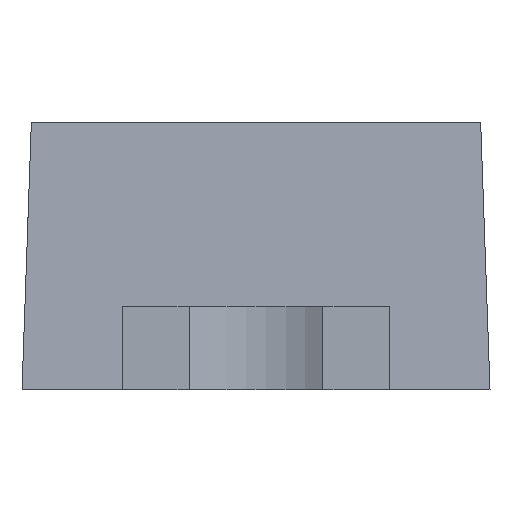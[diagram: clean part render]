
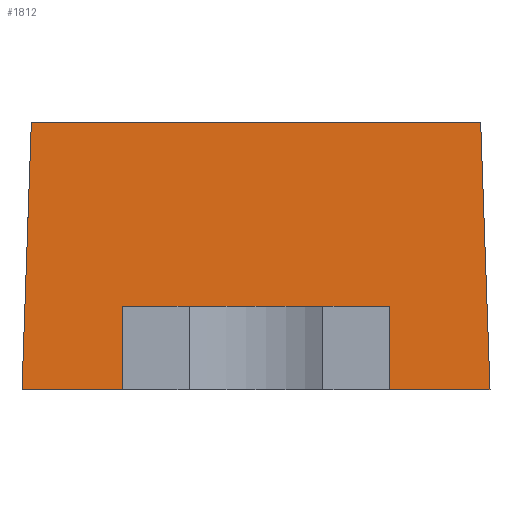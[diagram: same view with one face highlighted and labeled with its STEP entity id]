
A CAD part, front view. The second image highlights one B-rep face of the part: STEP entity #1812.
In plain terms, the highlighted planar face has unit normal (0, -0.999, 0.035).
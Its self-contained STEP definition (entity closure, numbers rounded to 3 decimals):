
#308 = PLANE('',#309);
#309 = AXIS2_PLACEMENT_3D('',#310,#311,#312);
#310 = CARTESIAN_POINT('',(0.,0.,0.8));
#311 = DIRECTION('',(0.,0.,1.));
#312 = DIRECTION('',(1.,0.,-0.));
#1020 = PLANE('',#1021);
#1021 = AXIS2_PLACEMENT_3D('',#1022,#1023,#1024);
#1022 = CARTESIAN_POINT('',(0.,0.,0.));
#1023 = DIRECTION('',(0.,0.,1.));
#1024 = DIRECTION('',(1.,0.,-0.));
#1073 = VERTEX_POINT('',#1074);
#1074 = CARTESIAN_POINT('',(0.7,-1.335,0.));
#1088 = PLANE('',#1089);
#1089 = AXIS2_PLACEMENT_3D('',#1090,#1091,#1092);
#1090 = CARTESIAN_POINT('',(0.7,0.,0.));
#1091 = DIRECTION('',(0.999,0.,0.035));
#1092 = DIRECTION('',(0.035,0.,-0.999));
#1100 = EDGE_CURVE('',#1073,#1101,#1103,.T.);
#1101 = VERTEX_POINT('',#1102);
#1102 = CARTESIAN_POINT('',(0.4,-1.335,0.));
#1103 = SURFACE_CURVE('',#1104,(#1108,#1115),.PCURVE_S1.);
#1104 = LINE('',#1105,#1106);
#1105 = CARTESIAN_POINT('',(0.,-1.335,0.));
#1106 = VECTOR('',#1107,1.);
#1107 = DIRECTION('',(-1.,0.,0.));
#1108 = PCURVE('',#1020,#1109);
#1109 = DEFINITIONAL_REPRESENTATION('',(#1110),#1114);
#1110 = LINE('',#1111,#1112);
#1111 = CARTESIAN_POINT('',(0.,-1.335));
#1112 = VECTOR('',#1113,1.);
#1113 = DIRECTION('',(-1.,0.));
#1114 = ( GEOMETRIC_REPRESENTATION_CONTEXT(2) 
PARAMETRIC_REPRESENTATION_CONTEXT() REPRESENTATION_CONTEXT('2D SPACE',''
  ) );
#1115 = PCURVE('',#1116,#1121);
#1116 = PLANE('',#1117);
#1117 = AXIS2_PLACEMENT_3D('',#1118,#1119,#1120);
#1118 = CARTESIAN_POINT('',(0.,-1.335,0.));
#1119 = DIRECTION('',(0.,-0.999,
    0.035));
#1120 = DIRECTION('',(0.,-0.035,
    -0.999));
#1121 = DEFINITIONAL_REPRESENTATION('',(#1122),#1126);
#1122 = LINE('',#1123,#1124);
#1123 = CARTESIAN_POINT('',(-0.,0.));
#1124 = VECTOR('',#1125,1.);
#1125 = DIRECTION('',(0.,-1.));
#1126 = ( GEOMETRIC_REPRESENTATION_CONTEXT(2) 
PARAMETRIC_REPRESENTATION_CONTEXT() REPRESENTATION_CONTEXT('2D SPACE',''
  ) );
#1144 = PLANE('',#1145);
#1145 = AXIS2_PLACEMENT_3D('',#1146,#1147,#1148);
#1146 = CARTESIAN_POINT('',(0.4,-1.,0.25));
#1147 = DIRECTION('',(-1.,0.,0.));
#1148 = DIRECTION('',(0.,-1.,0.));
#1297 = VERTEX_POINT('',#1298);
#1298 = CARTESIAN_POINT('',(-0.4,-1.335,0.));
#1312 = PLANE('',#1313);
#1313 = AXIS2_PLACEMENT_3D('',#1314,#1315,#1316);
#1314 = CARTESIAN_POINT('',(-0.4,-1.,0.25));
#1315 = DIRECTION('',(1.,0.,0.));
#1316 = DIRECTION('',(0.,0.,-1.));
#1324 = EDGE_CURVE('',#1297,#1325,#1327,.T.);
#1325 = VERTEX_POINT('',#1326);
#1326 = CARTESIAN_POINT('',(-0.7,-1.335,0.));
#1327 = SURFACE_CURVE('',#1328,(#1332,#1339),.PCURVE_S1.);
#1328 = LINE('',#1329,#1330);
#1329 = CARTESIAN_POINT('',(0.,-1.335,0.));
#1330 = VECTOR('',#1331,1.);
#1331 = DIRECTION('',(-1.,0.,0.));
#1332 = PCURVE('',#1020,#1333);
#1333 = DEFINITIONAL_REPRESENTATION('',(#1334),#1338);
#1334 = LINE('',#1335,#1336);
#1335 = CARTESIAN_POINT('',(0.,-1.335));
#1336 = VECTOR('',#1337,1.);
#1337 = DIRECTION('',(-1.,0.));
#1338 = ( GEOMETRIC_REPRESENTATION_CONTEXT(2) 
PARAMETRIC_REPRESENTATION_CONTEXT() REPRESENTATION_CONTEXT('2D SPACE',''
  ) );
#1339 = PCURVE('',#1116,#1340);
#1340 = DEFINITIONAL_REPRESENTATION('',(#1341),#1345);
#1341 = LINE('',#1342,#1343);
#1342 = CARTESIAN_POINT('',(-0.,0.));
#1343 = VECTOR('',#1344,1.);
#1344 = DIRECTION('',(0.,-1.));
#1345 = ( GEOMETRIC_REPRESENTATION_CONTEXT(2) 
PARAMETRIC_REPRESENTATION_CONTEXT() REPRESENTATION_CONTEXT('2D SPACE',''
  ) );
#1363 = PLANE('',#1364);
#1364 = AXIS2_PLACEMENT_3D('',#1365,#1366,#1367);
#1365 = CARTESIAN_POINT('',(-0.7,0.,0.));
#1366 = DIRECTION('',(-0.999,0.,
    0.035));
#1367 = DIRECTION('',(0.035,0.,0.999));
#1770 = VERTEX_POINT('',#1771);
#1771 = CARTESIAN_POINT('',(0.672,-1.307,0.8));
#1792 = EDGE_CURVE('',#1770,#1073,#1793,.T.);
#1793 = SURFACE_CURVE('',#1794,(#1798,#1805),.PCURVE_S1.);
#1794 = LINE('',#1795,#1796);
#1795 = CARTESIAN_POINT('',(0.698,-1.333,
    0.047));
#1796 = VECTOR('',#1797,1.);
#1797 = DIRECTION('',(0.035,-0.035,
    -0.999));
#1798 = PCURVE('',#1088,#1799);
#1799 = DEFINITIONAL_REPRESENTATION('',(#1800),#1804);
#1800 = LINE('',#1801,#1802);
#1801 = CARTESIAN_POINT('',(-0.047,-1.333));
#1802 = VECTOR('',#1803,1.);
#1803 = DIRECTION('',(0.999,-0.035));
#1804 = ( GEOMETRIC_REPRESENTATION_CONTEXT(2) 
PARAMETRIC_REPRESENTATION_CONTEXT() REPRESENTATION_CONTEXT('2D SPACE',''
  ) );
#1805 = PCURVE('',#1116,#1806);
#1806 = DEFINITIONAL_REPRESENTATION('',(#1807),#1811);
#1807 = LINE('',#1808,#1809);
#1808 = CARTESIAN_POINT('',(-0.047,0.698));
#1809 = VECTOR('',#1810,1.);
#1810 = DIRECTION('',(0.999,0.035));
#1811 = ( GEOMETRIC_REPRESENTATION_CONTEXT(2) 
PARAMETRIC_REPRESENTATION_CONTEXT() REPRESENTATION_CONTEXT('2D SPACE',''
  ) );
#1812 = ADVANCED_FACE('',(#1813),#1116,.T.);
#1813 = FACE_BOUND('',#1814,.T.);
#1814 = EDGE_LOOP('',(#1815,#1838,#1866,#1887,#1888,#1889,#1912,#1933));
#1815 = ORIENTED_EDGE('',*,*,#1816,.T.);
#1816 = EDGE_CURVE('',#1297,#1817,#1819,.T.);
#1817 = VERTEX_POINT('',#1818);
#1818 = CARTESIAN_POINT('',(-0.4,-1.326,0.25));
#1819 = SURFACE_CURVE('',#1820,(#1824,#1831),.PCURVE_S1.);
#1820 = LINE('',#1821,#1822);
#1821 = CARTESIAN_POINT('',(-0.4,-1.335,0.));
#1822 = VECTOR('',#1823,1.);
#1823 = DIRECTION('',(0.,0.035,0.999));
#1824 = PCURVE('',#1116,#1825);
#1825 = DEFINITIONAL_REPRESENTATION('',(#1826),#1830);
#1826 = LINE('',#1827,#1828);
#1827 = CARTESIAN_POINT('',(0.,-0.4));
#1828 = VECTOR('',#1829,1.);
#1829 = DIRECTION('',(-1.,0.));
#1830 = ( GEOMETRIC_REPRESENTATION_CONTEXT(2) 
PARAMETRIC_REPRESENTATION_CONTEXT() REPRESENTATION_CONTEXT('2D SPACE',''
  ) );
#1831 = PCURVE('',#1312,#1832);
#1832 = DEFINITIONAL_REPRESENTATION('',(#1833),#1837);
#1833 = LINE('',#1834,#1835);
#1834 = CARTESIAN_POINT('',(0.25,-0.335));
#1835 = VECTOR('',#1836,1.);
#1836 = DIRECTION('',(-0.999,0.035));
#1837 = ( GEOMETRIC_REPRESENTATION_CONTEXT(2) 
PARAMETRIC_REPRESENTATION_CONTEXT() REPRESENTATION_CONTEXT('2D SPACE',''
  ) );
#1838 = ORIENTED_EDGE('',*,*,#1839,.T.);
#1839 = EDGE_CURVE('',#1817,#1840,#1842,.T.);
#1840 = VERTEX_POINT('',#1841);
#1841 = CARTESIAN_POINT('',(0.4,-1.326,0.25));
#1842 = SURFACE_CURVE('',#1843,(#1847,#1854),.PCURVE_S1.);
#1843 = LINE('',#1844,#1845);
#1844 = CARTESIAN_POINT('',(0.,-1.326,0.25));
#1845 = VECTOR('',#1846,1.);
#1846 = DIRECTION('',(1.,0.,0.));
#1847 = PCURVE('',#1116,#1848);
#1848 = DEFINITIONAL_REPRESENTATION('',(#1849),#1853);
#1849 = LINE('',#1850,#1851);
#1850 = CARTESIAN_POINT('',(-0.25,0.));
#1851 = VECTOR('',#1852,1.);
#1852 = DIRECTION('',(0.,1.));
#1853 = ( GEOMETRIC_REPRESENTATION_CONTEXT(2) 
PARAMETRIC_REPRESENTATION_CONTEXT() REPRESENTATION_CONTEXT('2D SPACE',''
  ) );
#1854 = PCURVE('',#1855,#1860);
#1855 = PLANE('',#1856);
#1856 = AXIS2_PLACEMENT_3D('',#1857,#1858,#1859);
#1857 = CARTESIAN_POINT('',(0.,-1.803,0.25));
#1858 = DIRECTION('',(0.,0.,-1.));
#1859 = DIRECTION('',(-1.,0.,0.));
#1860 = DEFINITIONAL_REPRESENTATION('',(#1861),#1865);
#1861 = LINE('',#1862,#1863);
#1862 = CARTESIAN_POINT('',(0.,0.477));
#1863 = VECTOR('',#1864,1.);
#1864 = DIRECTION('',(-1.,0.));
#1865 = ( GEOMETRIC_REPRESENTATION_CONTEXT(2) 
PARAMETRIC_REPRESENTATION_CONTEXT() REPRESENTATION_CONTEXT('2D SPACE',''
  ) );
#1866 = ORIENTED_EDGE('',*,*,#1867,.T.);
#1867 = EDGE_CURVE('',#1840,#1101,#1868,.T.);
#1868 = SURFACE_CURVE('',#1869,(#1873,#1880),.PCURVE_S1.);
#1869 = LINE('',#1870,#1871);
#1870 = CARTESIAN_POINT('',(0.4,-1.335,0.));
#1871 = VECTOR('',#1872,1.);
#1872 = DIRECTION('',(0.,-0.035,
    -0.999));
#1873 = PCURVE('',#1116,#1874);
#1874 = DEFINITIONAL_REPRESENTATION('',(#1875),#1879);
#1875 = LINE('',#1876,#1877);
#1876 = CARTESIAN_POINT('',(0.,0.4));
#1877 = VECTOR('',#1878,1.);
#1878 = DIRECTION('',(1.,0.));
#1879 = ( GEOMETRIC_REPRESENTATION_CONTEXT(2) 
PARAMETRIC_REPRESENTATION_CONTEXT() REPRESENTATION_CONTEXT('2D SPACE',''
  ) );
#1880 = PCURVE('',#1144,#1881);
#1881 = DEFINITIONAL_REPRESENTATION('',(#1882),#1886);
#1882 = LINE('',#1883,#1884);
#1883 = CARTESIAN_POINT('',(0.335,-0.25));
#1884 = VECTOR('',#1885,1.);
#1885 = DIRECTION('',(0.035,-0.999));
#1886 = ( GEOMETRIC_REPRESENTATION_CONTEXT(2) 
PARAMETRIC_REPRESENTATION_CONTEXT() REPRESENTATION_CONTEXT('2D SPACE',''
  ) );
#1887 = ORIENTED_EDGE('',*,*,#1100,.F.);
#1888 = ORIENTED_EDGE('',*,*,#1792,.F.);
#1889 = ORIENTED_EDGE('',*,*,#1890,.T.);
#1890 = EDGE_CURVE('',#1770,#1891,#1893,.T.);
#1891 = VERTEX_POINT('',#1892);
#1892 = CARTESIAN_POINT('',(-0.672,-1.307,0.8));
#1893 = SURFACE_CURVE('',#1894,(#1898,#1905),.PCURVE_S1.);
#1894 = LINE('',#1895,#1896);
#1895 = CARTESIAN_POINT('',(0.,-1.307,0.8));
#1896 = VECTOR('',#1897,1.);
#1897 = DIRECTION('',(-1.,0.,0.));
#1898 = PCURVE('',#1116,#1899);
#1899 = DEFINITIONAL_REPRESENTATION('',(#1900),#1904);
#1900 = LINE('',#1901,#1902);
#1901 = CARTESIAN_POINT('',(-0.8,0.));
#1902 = VECTOR('',#1903,1.);
#1903 = DIRECTION('',(0.,-1.));
#1904 = ( GEOMETRIC_REPRESENTATION_CONTEXT(2) 
PARAMETRIC_REPRESENTATION_CONTEXT() REPRESENTATION_CONTEXT('2D SPACE',''
  ) );
#1905 = PCURVE('',#308,#1906);
#1906 = DEFINITIONAL_REPRESENTATION('',(#1907),#1911);
#1907 = LINE('',#1908,#1909);
#1908 = CARTESIAN_POINT('',(0.,-1.307));
#1909 = VECTOR('',#1910,1.);
#1910 = DIRECTION('',(-1.,0.));
#1911 = ( GEOMETRIC_REPRESENTATION_CONTEXT(2) 
PARAMETRIC_REPRESENTATION_CONTEXT() REPRESENTATION_CONTEXT('2D SPACE',''
  ) );
#1912 = ORIENTED_EDGE('',*,*,#1913,.T.);
#1913 = EDGE_CURVE('',#1891,#1325,#1914,.T.);
#1914 = SURFACE_CURVE('',#1915,(#1919,#1926),.PCURVE_S1.);
#1915 = LINE('',#1916,#1917);
#1916 = CARTESIAN_POINT('',(-0.699,-1.334,
    0.024));
#1917 = VECTOR('',#1918,1.);
#1918 = DIRECTION('',(-0.035,-0.035,
    -0.999));
#1919 = PCURVE('',#1116,#1920);
#1920 = DEFINITIONAL_REPRESENTATION('',(#1921),#1925);
#1921 = LINE('',#1922,#1923);
#1922 = CARTESIAN_POINT('',(-0.024,-0.699));
#1923 = VECTOR('',#1924,1.);
#1924 = DIRECTION('',(0.999,-0.035));
#1925 = ( GEOMETRIC_REPRESENTATION_CONTEXT(2) 
PARAMETRIC_REPRESENTATION_CONTEXT() REPRESENTATION_CONTEXT('2D SPACE',''
  ) );
#1926 = PCURVE('',#1363,#1927);
#1927 = DEFINITIONAL_REPRESENTATION('',(#1928),#1932);
#1928 = LINE('',#1929,#1930);
#1929 = CARTESIAN_POINT('',(0.024,-1.334));
#1930 = VECTOR('',#1931,1.);
#1931 = DIRECTION('',(-0.999,-0.035));
#1932 = ( GEOMETRIC_REPRESENTATION_CONTEXT(2) 
PARAMETRIC_REPRESENTATION_CONTEXT() REPRESENTATION_CONTEXT('2D SPACE',''
  ) );
#1933 = ORIENTED_EDGE('',*,*,#1324,.F.);
